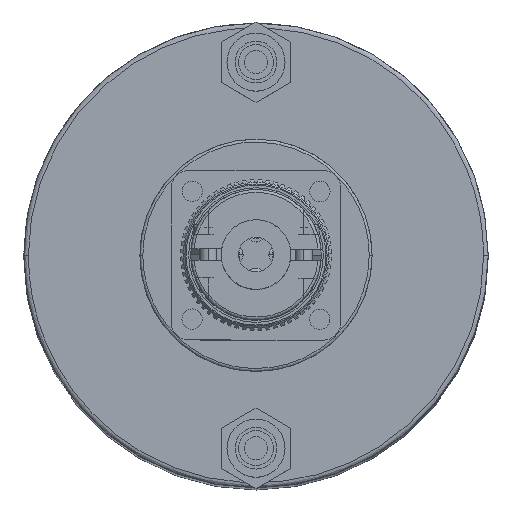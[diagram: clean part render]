
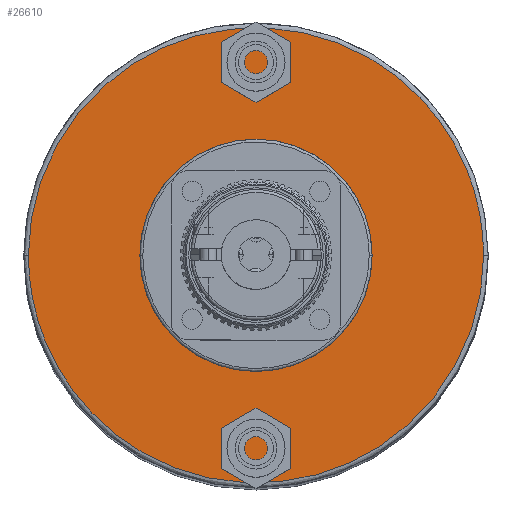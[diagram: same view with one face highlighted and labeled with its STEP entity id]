
A CAD part, top view. The second image highlights one B-rep face of the part: STEP entity #26610.
In plain terms, the highlighted face is planar.
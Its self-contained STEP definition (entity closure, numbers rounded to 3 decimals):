
#868 = CARTESIAN_POINT ( 'NONE',  ( 2., 0., 20. ) ) ;
#1799 = EDGE_LOOP ( 'NONE', ( #15786, #80662 ) ) ;
#3933 = CARTESIAN_POINT ( 'NONE',  ( 2., 0., 0. ) ) ;
#4090 =( BOUNDED_CURVE ( )  B_SPLINE_CURVE ( 3, ( #99689, #52843, #100031, #68818 ),
 .UNSPECIFIED., .F., .F. ) 
 B_SPLINE_CURVE_WITH_KNOTS ( ( 4, 4 ),
 ( 0., 1. ),
 .UNSPECIFIED. ) 
 CURVE ( )  GEOMETRIC_REPRESENTATION_ITEM ( )  RATIONAL_B_SPLINE_CURVE ( ( 1., 0.333, 0.333, 1. ) ) 
 REPRESENTATION_ITEM ( '' )  );
#12878 = CARTESIAN_POINT ( 'NONE',  ( 2., 0., 39.2 ) ) ;
#15786 = ORIENTED_EDGE ( 'NONE', *, *, #51812, .F. ) ;
#19925 = DIRECTION ( 'NONE',  ( -1., 0., 0. ) ) ;
#20644 = EDGE_CURVE ( 'NONE', #37778, #62507, #4090, .T. ) ;
#23463 = EDGE_CURVE ( 'NONE', #52177, #44856, #81790, .T. ) ;
#26427 = DIRECTION ( 'NONE',  ( 0., 0., 1. ) ) ;
#26610 = ADVANCED_FACE ( 'NONE', ( #56856, #39505 ), #62731, .F. ) ;
#27116 = DIRECTION ( 'NONE',  ( -1., 0., 0. ) ) ;
#31251 = AXIS2_PLACEMENT_3D ( 'NONE', #74472, #27116, #26427 ) ;
#35395 = CARTESIAN_POINT ( 'NONE',  ( 2., 0., -39.2 ) ) ;
#37148 = ORIENTED_EDGE ( 'NONE', *, *, #76044, .F. ) ;
#37778 = VERTEX_POINT ( 'NONE', #94591 ) ;
#39505 = FACE_BOUND ( 'NONE', #1799, .T. ) ;
#42330 = CIRCLE ( 'NONE', #86451, 20. ) ;
#43766 = DIRECTION ( 'NONE',  ( 0., 0., 1. ) ) ;
#44159 = ORIENTED_EDGE ( 'NONE', *, *, #20644, .F. ) ;
#44856 = VERTEX_POINT ( 'NONE', #868 ) ;
#46127 = DIRECTION ( 'NONE',  ( 0., 0., -1. ) ) ;
#51812 = EDGE_CURVE ( 'NONE', #44856, #52177, #42330, .T. ) ;
#52177 = VERTEX_POINT ( 'NONE', #74474 ) ;
#52843 = CARTESIAN_POINT ( 'NONE',  ( 2., -78.4, 39.2 ) ) ;
#56181 = EDGE_LOOP ( 'NONE', ( #44159, #37148 ) ) ;
#56856 = FACE_OUTER_BOUND ( 'NONE', #56181, .T. ) ;
#62507 = VERTEX_POINT ( 'NONE', #93167 ) ;
#62731 = PLANE ( 'NONE',  #89864 ) ;
#68265 = CARTESIAN_POINT ( 'NONE',  ( 2., 78.4, -39.2 ) ) ;
#68818 = CARTESIAN_POINT ( 'NONE',  ( 2., 0., -39.2 ) ) ;
#74472 = CARTESIAN_POINT ( 'NONE',  ( 2., 0., 0. ) ) ;
#74474 = CARTESIAN_POINT ( 'NONE',  ( 2., 0., -20. ) ) ;
#76044 = EDGE_CURVE ( 'NONE', #62507, #37778, #80343, .T. ) ;
#77636 = CARTESIAN_POINT ( 'NONE',  ( 2., 39.2, 0. ) ) ;
#80343 =( BOUNDED_CURVE ( )  B_SPLINE_CURVE ( 3, ( #35395, #68265, #91831, #12878 ),
 .UNSPECIFIED., .F., .F. ) 
 B_SPLINE_CURVE_WITH_KNOTS ( ( 4, 4 ),
 ( 0., 1. ),
 .UNSPECIFIED. ) 
 CURVE ( )  GEOMETRIC_REPRESENTATION_ITEM ( )  RATIONAL_B_SPLINE_CURVE ( ( 1., 0.333, 0.333, 1. ) ) 
 REPRESENTATION_ITEM ( '' )  );
#80662 = ORIENTED_EDGE ( 'NONE', *, *, #23463, .F. ) ;
#81790 = CIRCLE ( 'NONE', #31251, 20. ) ;
#86451 = AXIS2_PLACEMENT_3D ( 'NONE', #3933, #19925, #43766 ) ;
#89864 = AXIS2_PLACEMENT_3D ( 'NONE', #77636, #102261, #46127 ) ;
#91831 = CARTESIAN_POINT ( 'NONE',  ( 2., 78.4, 39.2 ) ) ;
#93167 = CARTESIAN_POINT ( 'NONE',  ( 2., 0., -39.2 ) ) ;
#94591 = CARTESIAN_POINT ( 'NONE',  ( 2., 0., 39.2 ) ) ;
#99689 = CARTESIAN_POINT ( 'NONE',  ( 2., 0., 39.2 ) ) ;
#100031 = CARTESIAN_POINT ( 'NONE',  ( 2., -78.4, -39.2 ) ) ;
#102261 = DIRECTION ( 'NONE',  ( 1., 0., 0. ) ) ;
